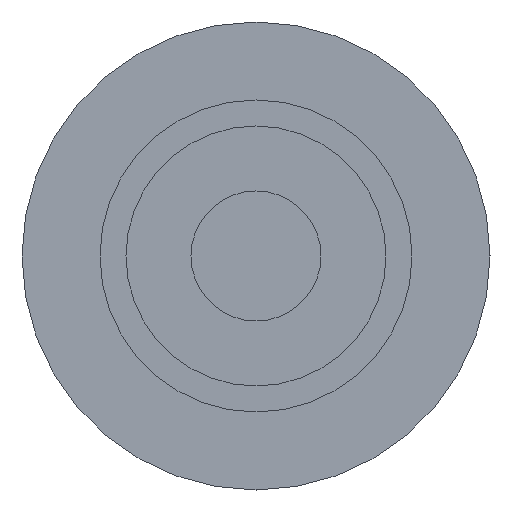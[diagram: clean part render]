
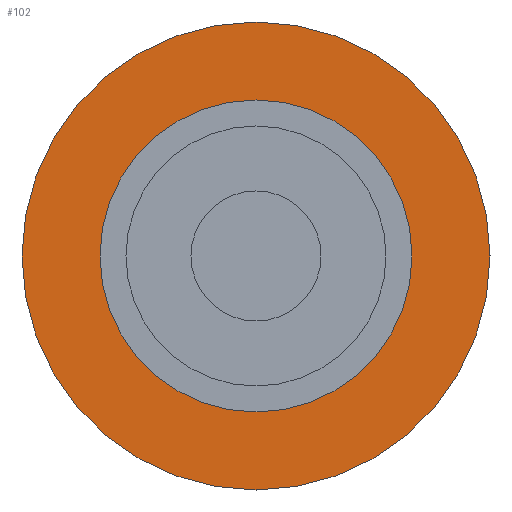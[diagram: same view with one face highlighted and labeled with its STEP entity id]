
A CAD part, left-side view. The second image highlights one B-rep face of the part: STEP entity #102.
In plain terms, the highlighted planar face has unit normal (-1, 0, 0).
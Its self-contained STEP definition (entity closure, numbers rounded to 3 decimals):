
#102=ADVANCED_FACE('',(#199,#201),#203,.F.);
#199=FACE_BOUND('',#200,.T.);
#200=EDGE_LOOP('',(#253));
#201=FACE_BOUND('',#202,.T.);
#202=EDGE_LOOP('',(#254));
#203=PLANE('',#204);
#204=AXIS2_PLACEMENT_3D('',#205,#206,#207);
#205=CARTESIAN_POINT('',(-20.,0.,0.));
#206=DIRECTION('',(1.,0.,0.));
#207=DIRECTION('',(0.,1.,0.));
#253=ORIENTED_EDGE('',*,*,#268,.F.);
#254=ORIENTED_EDGE('',*,*,#267,.F.);
#267=EDGE_CURVE('',#282,#282,#283,.T.);
#268=EDGE_CURVE('',#284,#284,#285,.T.);
#282=VERTEX_POINT('',#317);
#283=CIRCLE('',#318,6.);
#284=VERTEX_POINT('',#322);
#285=CIRCLE('',#323,9.);
#317=CARTESIAN_POINT('',(-20.,-6.,0.));
#318=AXIS2_PLACEMENT_3D('',#319,#320,#321);
#319=CARTESIAN_POINT('',(-20.,0.,0.));
#320=DIRECTION('',(-1.,0.,0.));
#321=DIRECTION('',(0.,-1.,0.));
#322=CARTESIAN_POINT('',(-20.,9.,0.));
#323=AXIS2_PLACEMENT_3D('',#324,#325,#326);
#324=CARTESIAN_POINT('',(-20.,0.,0.));
#325=DIRECTION('',(1.,0.,0.));
#326=DIRECTION('',(0.,1.,0.));
